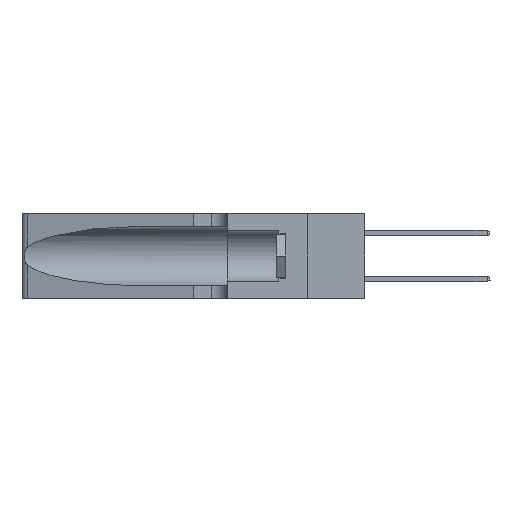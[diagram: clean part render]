
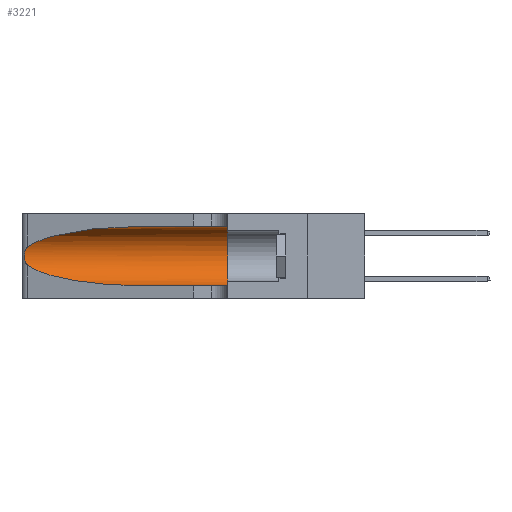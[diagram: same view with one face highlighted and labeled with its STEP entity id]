
A CAD part, left-side view. The second image highlights one B-rep face of the part: STEP entity #3221.
In plain terms, the highlighted cylindrical face has radius 3.308 mm (diameter 6.617 mm), a partial arc.
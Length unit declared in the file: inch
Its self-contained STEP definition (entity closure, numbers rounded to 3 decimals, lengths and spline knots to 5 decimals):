
#984 = DIRECTION ( 'NONE',  ( 0., -1., 0. ) ) ;
#1146 = FACE_OUTER_BOUND ( 'NONE', #25829, .T. ) ;
#1369 = DIRECTION ( 'NONE',  ( 0., 1., 0. ) ) ;
#1644 = VERTEX_POINT ( 'NONE', #8039 ) ;
#1701 = CARTESIAN_POINT ( 'NONE',  ( 0.26075, 1.23896, 0.178 ) ) ;
#2177 = VERTEX_POINT ( 'NONE', #26585 ) ;
#3221 = ADVANCED_FACE ( 'NONE', ( #1146 ), #20773, .F. ) ;
#3658 = CARTESIAN_POINT ( 'NONE',  ( 0.18966, 0.96281, 0.31525 ) ) ;
#3712 = CARTESIAN_POINT ( 'NONE',  ( 0.26075, 1.23896, 0.19203 ) ) ;
#3727 = ORIENTED_EDGE ( 'NONE', *, *, #9612, .F. ) ;
#4100 = ORIENTED_EDGE ( 'NONE', *, *, #28133, .T. ) ;
#4256 = CARTESIAN_POINT ( 'NONE',  ( 0.1305, 1.61858, 0.31525 ) ) ;
#5680 =( BOUNDED_CURVE ( )  B_SPLINE_CURVE ( 3, ( #15715, #20200, #25951, #28181 ),
 .UNSPECIFIED., .F., .F. ) 
 B_SPLINE_CURVE_WITH_KNOTS ( ( 4, 4 ),
 ( 3.44316, 4.71239 ),
 .UNSPECIFIED. ) 
 CURVE ( )  GEOMETRIC_REPRESENTATION_ITEM ( )  RATIONAL_B_SPLINE_CURVE ( ( 1., 0.87, 0.87, 1. ) ) 
 REPRESENTATION_ITEM ( '' )  );
#6073 = CARTESIAN_POINT ( 'NONE',  ( 0.2373, 1.15595, 0.28018 ) ) ;
#7320 = AXIS2_PLACEMENT_3D ( 'NONE', #18159, #984, #15568 ) ;
#8039 = CARTESIAN_POINT ( 'NONE',  ( 0.25487, 1.22718, 0.14631 ) ) ;
#8554 = CARTESIAN_POINT ( 'NONE',  ( 0.25789, 1.23486, 0.15765 ) ) ;
#9406 =( BOUNDED_CURVE ( )  B_SPLINE_CURVE ( 3, ( #13595, #3658, #6073, #22944 ),
 .UNSPECIFIED., .F., .F. ) 
 B_SPLINE_CURVE_WITH_KNOTS ( ( 4, 4 ),
 ( 1.5708, 2.84003 ),
 .UNSPECIFIED. ) 
 CURVE ( )  GEOMETRIC_REPRESENTATION_ITEM ( )  RATIONAL_B_SPLINE_CURVE ( ( 1., 0.87, 0.87, 1. ) ) 
 REPRESENTATION_ITEM ( '' )  );
#9612 = EDGE_CURVE ( 'NONE', #11268, #19824, #16735, .T. ) ;
#10128 = DIRECTION ( 'NONE',  ( 0., -1., 0. ) ) ;
#11215 = VERTEX_POINT ( 'NONE', #14877 ) ;
#11268 = VERTEX_POINT ( 'NONE', #24808 ) ;
#12527 = CARTESIAN_POINT ( 'NONE',  ( 0.1305, 0.35, 0.05475 ) ) ;
#13313 = CARTESIAN_POINT ( 'NONE',  ( 0.25555, 1.22994, 0.2215 ) ) ;
#13424 = CARTESIAN_POINT ( 'NONE',  ( 0.25639, 1.23186, 0.15144 ) ) ;
#13511 = LINE ( 'NONE', #16560, #18379 ) ;
#13595 = CARTESIAN_POINT ( 'NONE',  ( 0.1305, 0.72297, 0.31525 ) ) ;
#13751 = CARTESIAN_POINT ( 'NONE',  ( 0.25555, 1.22993, 0.14849 ) ) ;
#13865 = EDGE_CURVE ( 'NONE', #22992, #19824, #13511, .T. ) ;
#14877 = CARTESIAN_POINT ( 'NONE',  ( 0.25487, 1.22718, 0.22369 ) ) ;
#15568 = DIRECTION ( 'NONE',  ( 0., 0., -1. ) ) ;
#15715 = CARTESIAN_POINT ( 'NONE',  ( 0.25487, 1.22718, 0.14631 ) ) ;
#16560 = CARTESIAN_POINT ( 'NONE',  ( 0.1305, 1.61858, 0.05475 ) ) ;
#16735 = CIRCLE ( 'NONE', #31118, 0.13025 ) ;
#17074 = ORIENTED_EDGE ( 'NONE', *, *, #18702, .F. ) ;
#18159 = CARTESIAN_POINT ( 'NONE',  ( 0.1305, 1.61858, 0.185 ) ) ;
#18379 = VECTOR ( 'NONE', #18670, 39.37008 ) ;
#18459 = CARTESIAN_POINT ( 'NONE',  ( 0.25639, 1.23184, 0.21858 ) ) ;
#18580 = CARTESIAN_POINT ( 'NONE',  ( 0.25856, 1.23593, 0.16098 ) ) ;
#18670 = DIRECTION ( 'NONE',  ( 0., -1., 0. ) ) ;
#18702 = EDGE_CURVE ( 'NONE', #2177, #11268, #22924, .T. ) ;
#19263 = ORIENTED_EDGE ( 'NONE', *, *, #13865, .T. ) ;
#19824 = VERTEX_POINT ( 'NONE', #12527 ) ;
#20200 = CARTESIAN_POINT ( 'NONE',  ( 0.2373, 1.15595, 0.08982 ) ) ;
#20342 = DIRECTION ( 'NONE',  ( 0., 0., 1. ) ) ;
#20594 = B_SPLINE_CURVE_WITH_KNOTS ( 'NONE', 3,
 ( #24768, #13313, #18459, #30209, #30536, #23225, #3712, #1701, #27780, #18580, #8554, #13424, #13751, #30636 ),
 .UNSPECIFIED., .F., .F.,
 ( 4, 2, 2, 2, 2, 2, 4 ),
 ( 0., 0.00027, 0.00053, 0.00107, 0.0016, 0.00187, 0.00214 ),
 .UNSPECIFIED. ) ;
#20773 = CYLINDRICAL_SURFACE ( 'NONE', #7320, 0.13025 ) ;
#22326 = CARTESIAN_POINT ( 'NONE',  ( 0.1305, 0.35, 0.185 ) ) ;
#22522 = CARTESIAN_POINT ( 'NONE',  ( 0.1305, 0.72297, 0.05475 ) ) ;
#22924 = LINE ( 'NONE', #4256, #26013 ) ;
#22944 = CARTESIAN_POINT ( 'NONE',  ( 0.25487, 1.22718, 0.22369 ) ) ;
#22992 = VERTEX_POINT ( 'NONE', #22522 ) ;
#23225 = CARTESIAN_POINT ( 'NONE',  ( 0.26018, 1.23835, 0.19895 ) ) ;
#24116 = ORIENTED_EDGE ( 'NONE', *, *, #29181, .T. ) ;
#24758 = EDGE_CURVE ( 'NONE', #1644, #22992, #5680, .T. ) ;
#24768 = CARTESIAN_POINT ( 'NONE',  ( 0.25487, 1.22718, 0.22369 ) ) ;
#24808 = CARTESIAN_POINT ( 'NONE',  ( 0.1305, 0.35, 0.31525 ) ) ;
#25829 = EDGE_LOOP ( 'NONE', ( #4100, #24116, #29553, #19263, #3727, #17074 ) ) ;
#25951 = CARTESIAN_POINT ( 'NONE',  ( 0.18966, 0.96281, 0.05475 ) ) ;
#26013 = VECTOR ( 'NONE', #10128, 39.37008 ) ;
#26585 = CARTESIAN_POINT ( 'NONE',  ( 0.1305, 0.72297, 0.31525 ) ) ;
#27780 = CARTESIAN_POINT ( 'NONE',  ( 0.26017, 1.23833, 0.17102 ) ) ;
#28133 = EDGE_CURVE ( 'NONE', #2177, #11215, #9406, .T. ) ;
#28181 = CARTESIAN_POINT ( 'NONE',  ( 0.1305, 0.72297, 0.05475 ) ) ;
#29181 = EDGE_CURVE ( 'NONE', #11215, #1644, #20594, .T. ) ;
#29553 = ORIENTED_EDGE ( 'NONE', *, *, #24758, .T. ) ;
#30209 = CARTESIAN_POINT ( 'NONE',  ( 0.25787, 1.23484, 0.2124 ) ) ;
#30536 = CARTESIAN_POINT ( 'NONE',  ( 0.25854, 1.2359, 0.20912 ) ) ;
#30636 = CARTESIAN_POINT ( 'NONE',  ( 0.25487, 1.22718, 0.14631 ) ) ;
#31118 = AXIS2_PLACEMENT_3D ( 'NONE', #22326, #1369, #20342 ) ;
